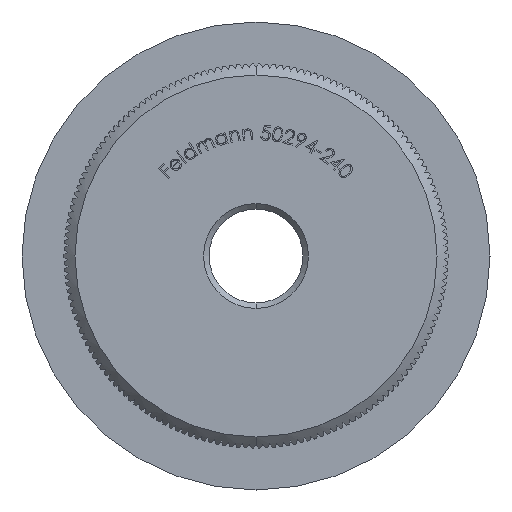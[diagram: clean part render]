
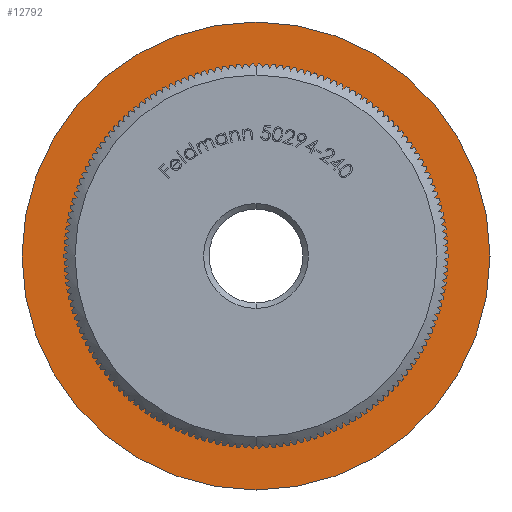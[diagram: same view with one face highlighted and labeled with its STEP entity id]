
A CAD part, front view. The second image highlights one B-rep face of the part: STEP entity #12792.
In plain terms, the highlighted planar face has unit normal (0, -1, 0).
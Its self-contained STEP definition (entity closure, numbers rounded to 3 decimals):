
#60 = VERTEX_POINT ( 'NONE', #8390 ) ;
#933 = DIRECTION ( 'NONE',  ( 0., 0., -1. ) ) ;
#2101 = CARTESIAN_POINT ( 'NONE',  ( 0., 8., 0. ) ) ;
#2176 = DIRECTION ( 'NONE',  ( 0., -1., 0. ) ) ;
#2715 = DIRECTION ( 'NONE',  ( 0., 0., -1. ) ) ;
#3866 = CIRCLE ( 'NONE', #18924, 16.7 ) ;
#4022 = ORIENTED_EDGE ( 'NONE', *, *, #25511, .F. ) ;
#4386 = CIRCLE ( 'NONE', #5515, 21.2 ) ;
#4487 = DIRECTION ( 'NONE',  ( 0., 0., -1. ) ) ;
#5515 = AXIS2_PLACEMENT_3D ( 'NONE', #9435, #2176, #18779 ) ;
#8390 = CARTESIAN_POINT ( 'NONE',  ( 0., 8., -16.7 ) ) ;
#8777 = AXIS2_PLACEMENT_3D ( 'NONE', #2101, #9158, #4487 ) ;
#9158 = DIRECTION ( 'NONE',  ( 0., -1., 0. ) ) ;
#9435 = CARTESIAN_POINT ( 'NONE',  ( 0., 8., 0. ) ) ;
#9802 = AXIS2_PLACEMENT_3D ( 'NONE', #17316, #14709, #933 ) ;
#10816 = ORIENTED_EDGE ( 'NONE', *, *, #23062, .T. ) ;
#11704 = EDGE_LOOP ( 'NONE', ( #12074, #10816 ) ) ;
#11887 = CARTESIAN_POINT ( 'NONE',  ( 16.7, 8., 0. ) ) ;
#12074 = ORIENTED_EDGE ( 'NONE', *, *, #15264, .T. ) ;
#12313 = VERTEX_POINT ( 'NONE', #23687 ) ;
#12792 = ADVANCED_FACE ( 'NONE', ( #20821, #17083 ), #23860, .T. ) ;
#13110 = ORIENTED_EDGE ( 'NONE', *, *, #20159, .F. ) ;
#13961 = DIRECTION ( 'NONE',  ( 0., 0., -1. ) ) ;
#14161 = EDGE_LOOP ( 'NONE', ( #13110, #4022 ) ) ;
#14709 = DIRECTION ( 'NONE',  ( 0., -1., 0. ) ) ;
#15264 = EDGE_CURVE ( 'NONE', #24403, #26934, #4386, .T. ) ;
#15401 = AXIS2_PLACEMENT_3D ( 'NONE', #11887, #28173, #13961 ) ;
#17083 = FACE_BOUND ( 'NONE', #14161, .T. ) ;
#17316 = CARTESIAN_POINT ( 'NONE',  ( 0., 8., 0. ) ) ;
#17788 = CIRCLE ( 'NONE', #8777, 16.7 ) ;
#18779 = DIRECTION ( 'NONE',  ( 0., 0., -1. ) ) ;
#18805 = CIRCLE ( 'NONE', #9802, 21.2 ) ;
#18924 = AXIS2_PLACEMENT_3D ( 'NONE', #24087, #21389, #2715 ) ;
#20159 = EDGE_CURVE ( 'NONE', #60, #12313, #17788, .T. ) ;
#20821 = FACE_OUTER_BOUND ( 'NONE', #11704, .T. ) ;
#21389 = DIRECTION ( 'NONE',  ( 0., -1., 0. ) ) ;
#21593 = CARTESIAN_POINT ( 'NONE',  ( 0., 8., -21.2 ) ) ;
#22999 = CARTESIAN_POINT ( 'NONE',  ( 0., 8., 21.2 ) ) ;
#23062 = EDGE_CURVE ( 'NONE', #26934, #24403, #18805, .T. ) ;
#23687 = CARTESIAN_POINT ( 'NONE',  ( 0., 8., 16.7 ) ) ;
#23860 = PLANE ( 'NONE',  #15401 ) ;
#24087 = CARTESIAN_POINT ( 'NONE',  ( 0., 8., 0. ) ) ;
#24403 = VERTEX_POINT ( 'NONE', #21593 ) ;
#25511 = EDGE_CURVE ( 'NONE', #12313, #60, #3866, .T. ) ;
#26934 = VERTEX_POINT ( 'NONE', #22999 ) ;
#28173 = DIRECTION ( 'NONE',  ( 0., -1., 0. ) ) ;
